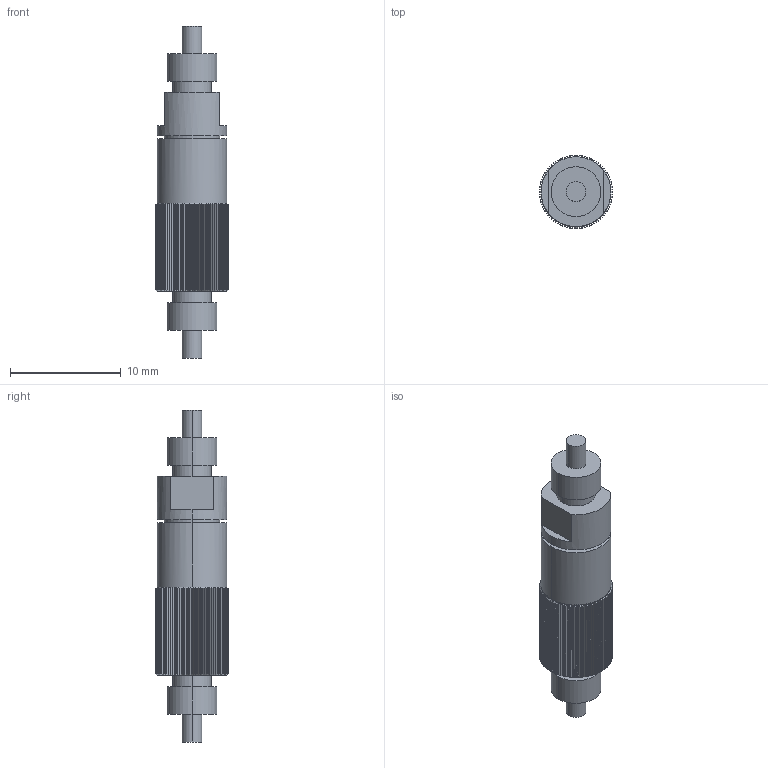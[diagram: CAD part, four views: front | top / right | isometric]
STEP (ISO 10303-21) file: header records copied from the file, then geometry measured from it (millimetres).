
FILE_DESCRIPTION (( 'STEP AP214' ), '1' );
FILE_NAME ('RHF100-W75-3G.STEP', '2020-07-24T03:35:44', ( 'admin321' ), ( '' ), 'SwSTEP 2.0', 'SolidWorks 2014', '' );
FILE_SCHEMA (( 'AUTOMOTIVE_DESIGN' ));
Length unit declared in the file: millimetre
Products named in the file (1): RHF100-W75-3G
Bounding box: 6.6 x 6.6 x 30 mm (x, y, z)
Volume: 671 mm3; surface area: 784.1 mm2
Topology: 1 solids, 1 shells, 575 faces, 1513 edges, 948 vertices
Faces by surface type: cone 272, plane 194, cylinder 109
Entity records: 18179 total; most frequent: CARTESIAN_POINT 4657, ORIENTED_EDGE 3026, DIRECTION 2619, EDGE_CURVE 1513, AXIS2_PLACEMENT_3D 1070, VERTEX_POINT 948, EDGE_LOOP 583, FACE_OUTER_BOUND 575
